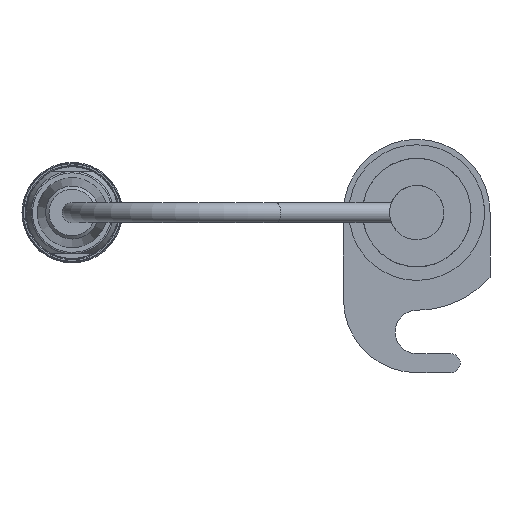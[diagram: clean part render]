
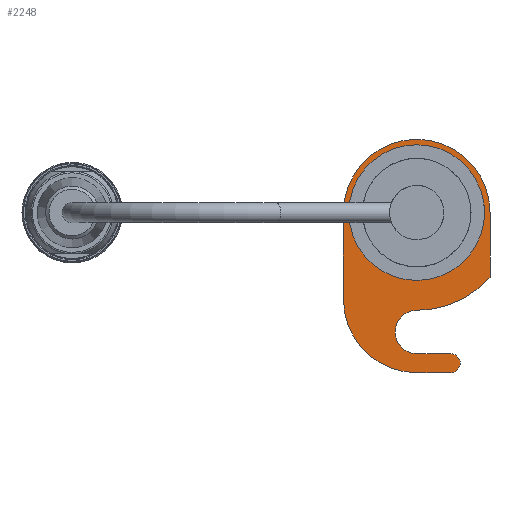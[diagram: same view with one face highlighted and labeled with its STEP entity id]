
A CAD part, left-side view. The second image highlights one B-rep face of the part: STEP entity #2248.
In plain terms, the highlighted planar face has unit normal (-1, 0, 0).
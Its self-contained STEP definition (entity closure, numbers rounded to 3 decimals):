
#30=LINE('',#3712,#139);
#35=LINE('',#3730,#144);
#39=LINE('',#3742,#148);
#43=LINE('',#3754,#152);
#139=VECTOR('',#2765,10.);
#144=VECTOR('',#2784,10.);
#148=VECTOR('',#2796,10.);
#152=VECTOR('',#2808,10.);
#283=PLANE('',#2455);
#361=CIRCLE('',#2435,9.);
#363=CIRCLE('',#2439,18.);
#365=CIRCLE('',#2442,4.);
#367=CIRCLE('',#2446,1.75);
#369=CIRCLE('',#2450,13.5);
#371=CIRCLE('',#2454,13.5);
#513=FACE_BOUND('',#789,.T.);
#607=FACE_OUTER_BOUND('',#788,.T.);
#788=EDGE_LOOP('',(#1550,#1551,#1552,#1553,#1554,#1555,#1556,#1557,#1558));
#789=EDGE_LOOP('',(#1559));
#1017=VERTEX_POINT('',#3703);
#1020=VERTEX_POINT('',#3709);
#1021=VERTEX_POINT('',#3711);
#1023=VERTEX_POINT('',#3717);
#1025=VERTEX_POINT('',#3723);
#1027=VERTEX_POINT('',#3729);
#1029=VERTEX_POINT('',#3735);
#1031=VERTEX_POINT('',#3741);
#1033=VERTEX_POINT('',#3747);
#1035=VERTEX_POINT('',#3753);
#1222=EDGE_CURVE('',#1017,#1017,#361,.T.);
#1225=EDGE_CURVE('',#1021,#1020,#30,.T.);
#1228=EDGE_CURVE('',#1023,#1021,#363,.T.);
#1231=EDGE_CURVE('',#1025,#1023,#365,.T.);
#1234=EDGE_CURVE('',#1027,#1025,#35,.T.);
#1237=EDGE_CURVE('',#1029,#1027,#367,.T.);
#1240=EDGE_CURVE('',#1031,#1029,#39,.T.);
#1243=EDGE_CURVE('',#1033,#1031,#369,.T.);
#1246=EDGE_CURVE('',#1035,#1033,#43,.T.);
#1249=EDGE_CURVE('',#1020,#1035,#371,.T.);
#1550=ORIENTED_EDGE('',*,*,#1249,.T.);
#1551=ORIENTED_EDGE('',*,*,#1246,.T.);
#1552=ORIENTED_EDGE('',*,*,#1243,.T.);
#1553=ORIENTED_EDGE('',*,*,#1240,.T.);
#1554=ORIENTED_EDGE('',*,*,#1237,.T.);
#1555=ORIENTED_EDGE('',*,*,#1234,.T.);
#1556=ORIENTED_EDGE('',*,*,#1231,.T.);
#1557=ORIENTED_EDGE('',*,*,#1228,.T.);
#1558=ORIENTED_EDGE('',*,*,#1225,.T.);
#1559=ORIENTED_EDGE('',*,*,#1222,.T.);
#2248=ADVANCED_FACE('',(#607,#513),#283,.F.);
#2435=AXIS2_PLACEMENT_3D('',#3704,#2759,#2760);
#2439=AXIS2_PLACEMENT_3D('',#3718,#2771,#2772);
#2442=AXIS2_PLACEMENT_3D('',#3724,#2778,#2779);
#2446=AXIS2_PLACEMENT_3D('',#3736,#2790,#2791);
#2450=AXIS2_PLACEMENT_3D('',#3748,#2802,#2803);
#2454=AXIS2_PLACEMENT_3D('',#3758,#2814,#2815);
#2455=AXIS2_PLACEMENT_3D('',#3759,#2816,#2817);
#2759=DIRECTION('center_axis',(1.,0.,0.));
#2760=DIRECTION('ref_axis',(0.,-1.,0.));
#2765=DIRECTION('',(0.,0.,1.));
#2771=DIRECTION('center_axis',(-1.,0.,0.));
#2772=DIRECTION('ref_axis',(0.,0.75,0.661));
#2778=DIRECTION('center_axis',(1.,0.,0.));
#2779=DIRECTION('ref_axis',(0.,0.,-1.));
#2784=DIRECTION('',(0.,1.,0.));
#2790=DIRECTION('center_axis',(-1.,0.,0.));
#2791=DIRECTION('ref_axis',(0.,1.,0.));
#2796=DIRECTION('',(0.,-1.,0.));
#2802=DIRECTION('center_axis',(-1.,0.,0.));
#2803=DIRECTION('ref_axis',(0.,0.,
1.));
#2808=DIRECTION('',(0.,0.,-1.));
#2814=DIRECTION('center_axis',(-1.,0.,0.));
#2815=DIRECTION('ref_axis',(0.,-1.,0.));
#2816=DIRECTION('center_axis',(1.,0.,0.));
#2817=DIRECTION('ref_axis',(0.,1.,0.));
#3703=CARTESIAN_POINT('',(-87.2,-59.,0.));
#3704=CARTESIAN_POINT('Origin',(-87.2,-50.,0.));
#3709=CARTESIAN_POINT('',(-87.2,-63.5,0.));
#3711=CARTESIAN_POINT('',(-87.2,-63.5,-11.906));
#3712=CARTESIAN_POINT('',(-87.2,-63.5,-11.906));
#3717=CARTESIAN_POINT('',(-87.2,-50.,-18.));
#3718=CARTESIAN_POINT('Origin',(-87.2,-50.,0.));
#3723=CARTESIAN_POINT('',(-87.2,-50.,-26.));
#3724=CARTESIAN_POINT('Origin',(-87.2,-50.,-22.));
#3729=CARTESIAN_POINT('',(-87.2,-56.25,-26.));
#3730=CARTESIAN_POINT('',(-87.2,-56.25,-26.));
#3735=CARTESIAN_POINT('',(-87.2,-56.25,-29.5));
#3736=CARTESIAN_POINT('Origin',(-87.2,-56.25,-27.75));
#3741=CARTESIAN_POINT('',(-87.2,-50.,-29.5));
#3742=CARTESIAN_POINT('',(-87.2,-50.,-29.5));
#3747=CARTESIAN_POINT('',(-87.2,-36.5,-16.));
#3748=CARTESIAN_POINT('Origin',(-87.2,-50.,-16.));
#3753=CARTESIAN_POINT('',(-87.2,-36.5,0.));
#3754=CARTESIAN_POINT('',(-87.2,-36.5,0.));
#3758=CARTESIAN_POINT('Origin',(-87.2,-50.,0.));
#3759=CARTESIAN_POINT('Origin',(-87.2,-49.432,-10.322));
